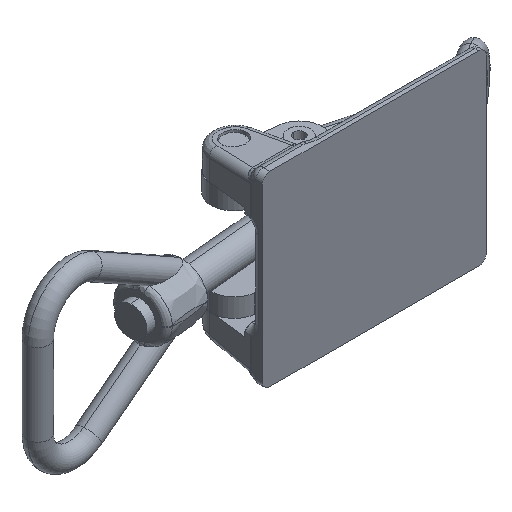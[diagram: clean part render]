
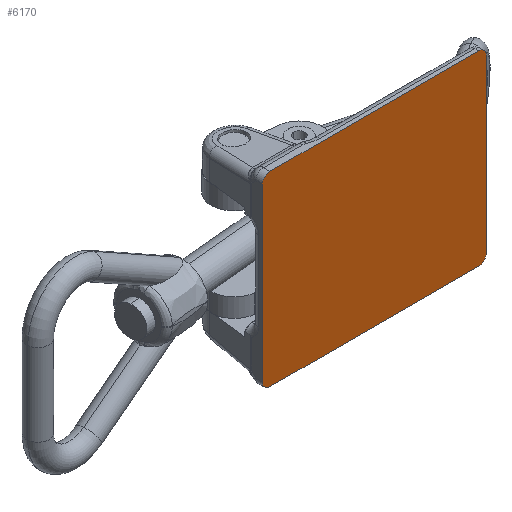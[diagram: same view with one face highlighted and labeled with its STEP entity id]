
A CAD part, isometric view. The second image highlights one B-rep face of the part: STEP entity #6170.
In plain terms, the highlighted planar face has unit normal (0, -1, 0).
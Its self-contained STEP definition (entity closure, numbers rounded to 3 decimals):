
#229 = AXIS2_PLACEMENT_3D ( 'NONE', #8018, #2631, #8923 ) ;
#257 = CARTESIAN_POINT ( 'NONE',  ( -60., 0., 0. ) ) ;
#390 = DIRECTION ( 'NONE',  ( -1., 0., 0. ) ) ;
#1001 = AXIS2_PLACEMENT_3D ( 'NONE', #3763, #10042, #4665 ) ;
#1557 = CARTESIAN_POINT ( 'NONE',  ( -58., 0., -2. ) ) ;
#1564 = CARTESIAN_POINT ( 'NONE',  ( 0., 0., -48. ) ) ;
#1833 = LINE ( 'NONE', #6795, #6351 ) ;
#1861 = LINE ( 'NONE', #9504, #10868 ) ;
#2167 = DIRECTION ( 'NONE',  ( 0., 0., 1. ) ) ;
#2180 = EDGE_CURVE ( 'NONE', #7479, #5189, #9665, .T. ) ;
#2191 = ORIENTED_EDGE ( 'NONE', *, *, #10501, .T. ) ;
#2262 = DIRECTION ( 'NONE',  ( 0., 0., -1. ) ) ;
#2458 = DIRECTION ( 'NONE',  ( 0., 0., 1. ) ) ;
#2631 = DIRECTION ( 'NONE',  ( 0., -1., 0. ) ) ;
#3051 = CARTESIAN_POINT ( 'NONE',  ( 0., 0., 0. ) ) ;
#3364 = EDGE_CURVE ( 'NONE', #4455, #9428, #11606, .T. ) ;
#3763 = CARTESIAN_POINT ( 'NONE',  ( -2., 0., -2. ) ) ;
#3797 = VERTEX_POINT ( 'NONE', #6986 ) ;
#3865 = CIRCLE ( 'NONE', #1001, 2. ) ;
#3880 = VERTEX_POINT ( 'NONE', #1564 ) ;
#4024 = CARTESIAN_POINT ( 'NONE',  ( -58., 0., -50. ) ) ;
#4324 = VERTEX_POINT ( 'NONE', #5764 ) ;
#4455 = VERTEX_POINT ( 'NONE', #11289 ) ;
#4665 = DIRECTION ( 'NONE',  ( 0., 0., 1. ) ) ;
#4803 = AXIS2_PLACEMENT_3D ( 'NONE', #1557, #7852, #2458 ) ;
#4918 = AXIS2_PLACEMENT_3D ( 'NONE', #3051, #7566, #2167 ) ;
#4961 = CIRCLE ( 'NONE', #7103, 2. ) ;
#5040 = DIRECTION ( 'NONE',  ( 0., -1., 0. ) ) ;
#5189 = VERTEX_POINT ( 'NONE', #4024 ) ;
#5386 = CARTESIAN_POINT ( 'NONE',  ( -2., 0., -50. ) ) ;
#5764 = CARTESIAN_POINT ( 'NONE',  ( 0., 0., -2. ) ) ;
#6170 = ADVANCED_FACE ( 'NONE', ( #9905 ), #11144, .F. ) ;
#6264 = CIRCLE ( 'NONE', #229, 2. ) ;
#6333 = EDGE_CURVE ( 'NONE', #4455, #3797, #1861, .T. ) ;
#6351 = VECTOR ( 'NONE', #2262, 1000. ) ;
#6401 = CARTESIAN_POINT ( 'NONE',  ( -60., 0., -2. ) ) ;
#6425 = CARTESIAN_POINT ( 'NONE',  ( -60., 0., -48. ) ) ;
#6448 = EDGE_CURVE ( 'NONE', #7479, #3880, #4961, .T. ) ;
#6562 = DIRECTION ( 'NONE',  ( 0., 0., 1. ) ) ;
#6795 = CARTESIAN_POINT ( 'NONE',  ( 0., 0., 0. ) ) ;
#6800 = VECTOR ( 'NONE', #6562, 1000. ) ;
#6872 = EDGE_LOOP ( 'NONE', ( #8827, #2191, #7287, #9963, #10506, #8688, #9264, #9826 ) ) ;
#6986 = CARTESIAN_POINT ( 'NONE',  ( -2., 0., 0. ) ) ;
#7103 = AXIS2_PLACEMENT_3D ( 'NONE', #10407, #5040, #11304 ) ;
#7287 = ORIENTED_EDGE ( 'NONE', *, *, #2180, .F. ) ;
#7479 = VERTEX_POINT ( 'NONE', #5386 ) ;
#7566 = DIRECTION ( 'NONE',  ( 0., 1., 0. ) ) ;
#7568 = VERTEX_POINT ( 'NONE', #6425 ) ;
#7591 = CARTESIAN_POINT ( 'NONE',  ( 0., 0., -50. ) ) ;
#7852 = DIRECTION ( 'NONE',  ( 0., -1., 0. ) ) ;
#8018 = CARTESIAN_POINT ( 'NONE',  ( -58., 0., -48. ) ) ;
#8688 = ORIENTED_EDGE ( 'NONE', *, *, #11031, .T. ) ;
#8806 = EDGE_CURVE ( 'NONE', #4324, #3880, #1833, .T. ) ;
#8827 = ORIENTED_EDGE ( 'NONE', *, *, #10294, .F. ) ;
#8923 = DIRECTION ( 'NONE',  ( 0., 0., 1. ) ) ;
#9264 = ORIENTED_EDGE ( 'NONE', *, *, #6333, .F. ) ;
#9375 = VECTOR ( 'NONE', #390, 1000. ) ;
#9428 = VERTEX_POINT ( 'NONE', #6401 ) ;
#9504 = CARTESIAN_POINT ( 'NONE',  ( 0., 0., 0. ) ) ;
#9665 = LINE ( 'NONE', #7591, #9375 ) ;
#9826 = ORIENTED_EDGE ( 'NONE', *, *, #3364, .T. ) ;
#9905 = FACE_OUTER_BOUND ( 'NONE', #6872, .T. ) ;
#9963 = ORIENTED_EDGE ( 'NONE', *, *, #6448, .T. ) ;
#10042 = DIRECTION ( 'NONE',  ( 0., -1., 0. ) ) ;
#10294 = EDGE_CURVE ( 'NONE', #7568, #9428, #11588, .T. ) ;
#10407 = CARTESIAN_POINT ( 'NONE',  ( -2., 0., -48. ) ) ;
#10501 = EDGE_CURVE ( 'NONE', #7568, #5189, #6264, .T. ) ;
#10506 = ORIENTED_EDGE ( 'NONE', *, *, #8806, .F. ) ;
#10545 = DIRECTION ( 'NONE',  ( 1., 0., 0. ) ) ;
#10868 = VECTOR ( 'NONE', #10545, 1000. ) ;
#11031 = EDGE_CURVE ( 'NONE', #4324, #3797, #3865, .T. ) ;
#11144 = PLANE ( 'NONE',  #4918 ) ;
#11289 = CARTESIAN_POINT ( 'NONE',  ( -58., 0., 0. ) ) ;
#11304 = DIRECTION ( 'NONE',  ( 0., 0., 1. ) ) ;
#11588 = LINE ( 'NONE', #257, #6800 ) ;
#11606 = CIRCLE ( 'NONE', #4803, 2. ) ;
